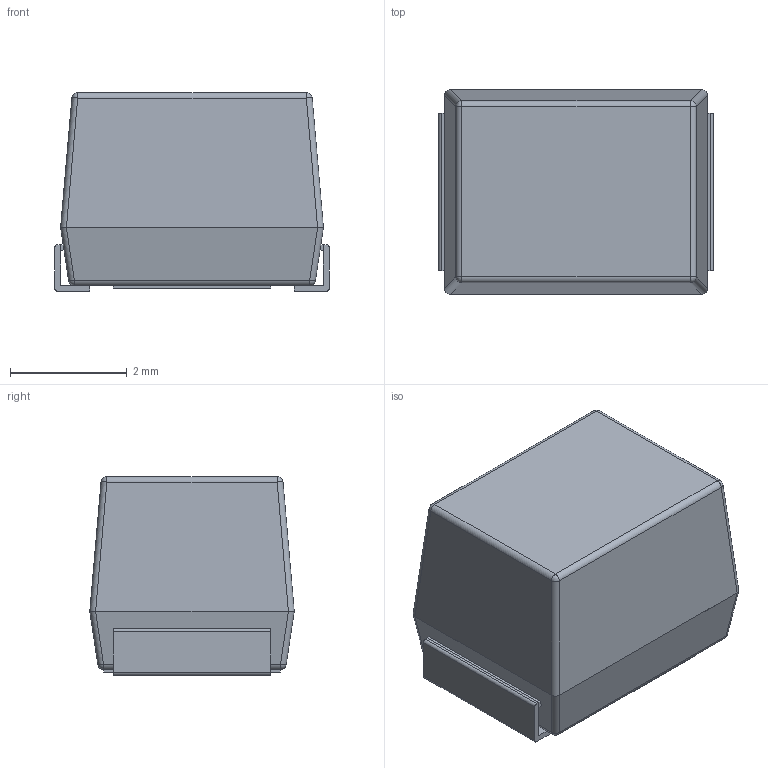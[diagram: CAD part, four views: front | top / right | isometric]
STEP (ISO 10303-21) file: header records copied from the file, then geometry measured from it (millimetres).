
FILE_DESCRIPTION((''),'2;1');
FILE_NAME('INDM4734X340N.stp','2014-09-24T09:21:57',(''),(''),'Mechanical Desktop 2011','Mechanical Desktop 2011',', , ');
FILE_SCHEMA(('AUTOMOTIVE_DESIGN { 1 2 10303 214 1 1 1 1 }'));
Length unit declared in the file: millimetre
Products named in the file (1): Product
Bounding box: 4.7 x 3.5 x 3.4 mm (x, y, z)
Volume: 48.3 mm3; surface area: 140.8 mm2
Topology: 7 solids, 7 shells, 74 faces, 164 edges, 96 vertices
Faces by surface type: plane 34, cylinder 20, bspline 12, sphere 8
Entity records: 1994 total; most frequent: CARTESIAN_POINT 363, DIRECTION 322, ORIENTED_EDGE 312, EDGE_CURVE 156, VECTOR 116, LINE 116, AXIS2_PLACEMENT_3D 103, VERTEX_POINT 96
